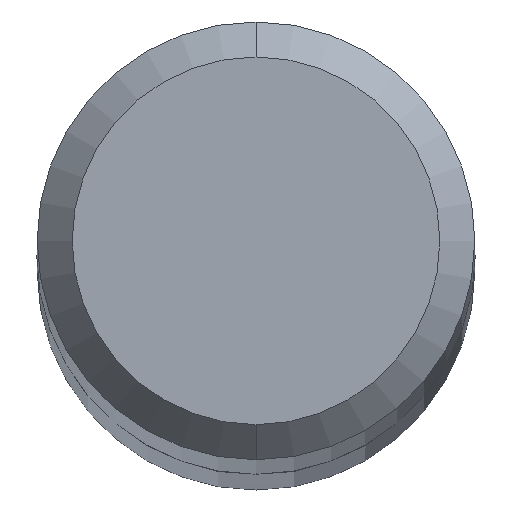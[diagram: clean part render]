
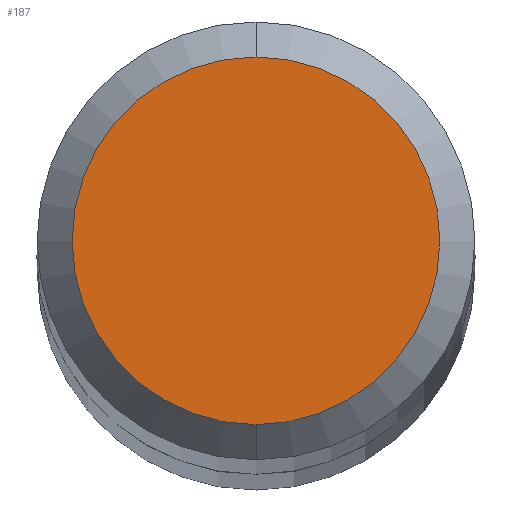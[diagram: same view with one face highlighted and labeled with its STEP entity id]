
A CAD part, top view. The second image highlights one B-rep face of the part: STEP entity #187.
In plain terms, the highlighted planar face has unit normal (0, 0, 1).
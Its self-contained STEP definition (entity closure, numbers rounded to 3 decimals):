
#173=VERTEX_POINT('',#449);
#187=ADVANCED_FACE('',(#465),#466,.T.);
#235=EDGE_CURVE('',#173,#261,#517,.T.);
#261=VERTEX_POINT('',#546);
#267=EDGE_CURVE('',#261,#173,#552,.T.);
#449=CARTESIAN_POINT('',(0.0,1.05,0.0));
#465=FACE_OUTER_BOUND('',#770,.T.);
#466=PLANE('',#771);
#517=CIRCLE('',#904,1.05);
#546=CARTESIAN_POINT('',(0.,-1.05,0.0));
#552=CIRCLE('',#954,1.05);
#770=EDGE_LOOP('',(#1353,#1354));
#771=AXIS2_PLACEMENT_3D('',#1355,#1356,#1357);
#904=AXIS2_PLACEMENT_3D('',#1395,#1396,#1397);
#954=AXIS2_PLACEMENT_3D('',#1428,#1429,#1430);
#1353=ORIENTED_EDGE('',*,*,#235,.F.);
#1354=ORIENTED_EDGE('',*,*,#267,.F.);
#1355=CARTESIAN_POINT('',(0.0,0.525,0.0));
#1356=DIRECTION('',(-0.0,0.0,1.0));
#1357=DIRECTION('',(0.0,-1.0,0.0));
#1395=CARTESIAN_POINT('',(0.0,0.0,0.0));
#1396=DIRECTION('',(0.0,0.0,-1.0));
#1397=DIRECTION('',(0.0,1.0,0.0));
#1428=CARTESIAN_POINT('',(0.0,0.0,0.0));
#1429=DIRECTION('',(0.0,0.0,-1.0));
#1430=DIRECTION('',(0.0,1.0,0.0));
